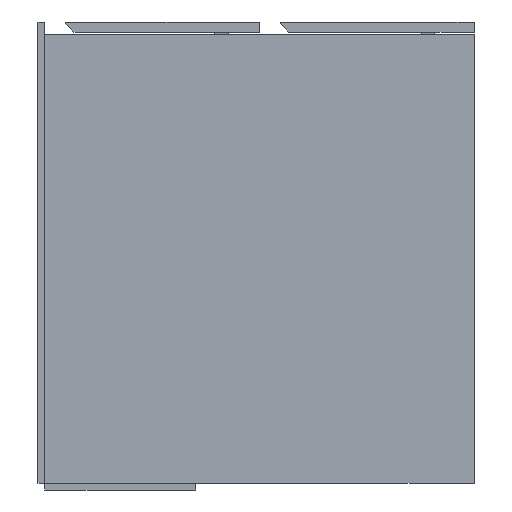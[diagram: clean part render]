
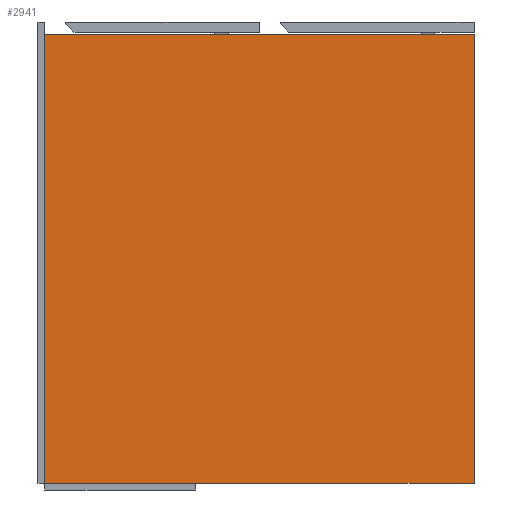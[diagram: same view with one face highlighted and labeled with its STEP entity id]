
A CAD part, left-side view. The second image highlights one B-rep face of the part: STEP entity #2941.
In plain terms, the highlighted planar face has unit normal (-1, 0, 0).
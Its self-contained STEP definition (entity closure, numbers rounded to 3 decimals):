
#64 = CARTESIAN_POINT ( 'NONE',  ( 2., 1047.337, -550. ) ) ;
#1158 = EDGE_CURVE ( 'NONE', #16929, #18916, #7756, .T. ) ;
#1634 = VECTOR ( 'NONE', #3753, 1000. ) ;
#2941 = ADVANCED_FACE ( 'NONE', ( #5763 ), #19174, .F. ) ;
#3062 = DIRECTION ( 'NONE',  ( 0., -1., 0. ) ) ;
#3753 = DIRECTION ( 'NONE',  ( 0., 0., 1. ) ) ;
#3838 = LINE ( 'NONE', #64, #4451 ) ;
#4053 = VECTOR ( 'NONE', #22805, 1000. ) ;
#4451 = VECTOR ( 'NONE', #19626, 1000. ) ;
#4544 = VERTEX_POINT ( 'NONE', #22733 ) ;
#5763 = FACE_OUTER_BOUND ( 'NONE', #15108, .T. ) ;
#7479 = EDGE_CURVE ( 'NONE', #4544, #16929, #3838, .T. ) ;
#7713 = CARTESIAN_POINT ( 'NONE',  ( 2., 0., -550. ) ) ;
#7756 = LINE ( 'NONE', #20923, #1634 ) ;
#8702 = LINE ( 'NONE', #9333, #22884 ) ;
#9333 = CARTESIAN_POINT ( 'NONE',  ( 2., 1047.337, -15. ) ) ;
#10014 = DIRECTION ( 'NONE',  ( 1., 0., 0. ) ) ;
#12334 = ORIENTED_EDGE ( 'NONE', *, *, #7479, .T. ) ;
#14305 = VERTEX_POINT ( 'NONE', #22419 ) ;
#14825 = ORIENTED_EDGE ( 'NONE', *, *, #20464, .F. ) ;
#15108 = EDGE_LOOP ( 'NONE', ( #14825, #12334, #17982, #15984 ) ) ;
#15785 = CARTESIAN_POINT ( 'NONE',  ( 2., 1047.337, -550. ) ) ;
#15984 = ORIENTED_EDGE ( 'NONE', *, *, #17304, .F. ) ;
#16804 = LINE ( 'NONE', #20798, #4053 ) ;
#16929 = VERTEX_POINT ( 'NONE', #7713 ) ;
#17304 = EDGE_CURVE ( 'NONE', #14305, #18916, #8702, .T. ) ;
#17659 = DIRECTION ( 'NONE',  ( 0., 0., -1. ) ) ;
#17982 = ORIENTED_EDGE ( 'NONE', *, *, #1158, .T. ) ;
#18916 = VERTEX_POINT ( 'NONE', #21292 ) ;
#19174 = PLANE ( 'NONE',  #23408 ) ;
#19626 = DIRECTION ( 'NONE',  ( 0., -1., 0. ) ) ;
#20464 = EDGE_CURVE ( 'NONE', #4544, #14305, #16804, .T. ) ;
#20798 = CARTESIAN_POINT ( 'NONE',  ( 2., 512., -550. ) ) ;
#20923 = CARTESIAN_POINT ( 'NONE',  ( 2., 0., -550. ) ) ;
#21292 = CARTESIAN_POINT ( 'NONE',  ( 2., 0., -15. ) ) ;
#22419 = CARTESIAN_POINT ( 'NONE',  ( 2., 512., -15. ) ) ;
#22733 = CARTESIAN_POINT ( 'NONE',  ( 2., 512., -550. ) ) ;
#22805 = DIRECTION ( 'NONE',  ( 0., 0., 1. ) ) ;
#22884 = VECTOR ( 'NONE', #3062, 1000. ) ;
#23408 = AXIS2_PLACEMENT_3D ( 'NONE', #15785, #10014, #17659 ) ;
